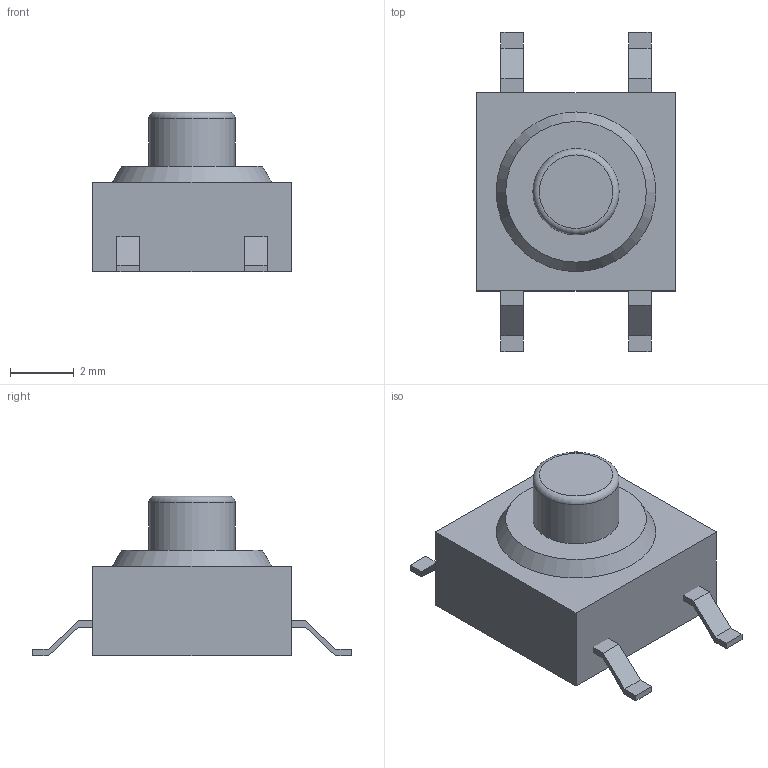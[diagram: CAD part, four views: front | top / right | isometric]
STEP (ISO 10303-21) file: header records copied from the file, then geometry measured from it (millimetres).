
FILE_DESCRIPTION(/* description */ ('STEP AP242','CAx-IF Rec.Pracs.---Representation and Presentation of Product Manufacturing Information (PMI)---4.0---2014-10-13','CAx-IF Rec.Pracs.---3D Tessellated Geometry---0.4---2014-09-14','2;1'),/* implementation_level */ '2;1');
FILE_NAME(/* name */ '6423c8fd726b952d77edb3cb',/* time_stamp */ '2023-03-29T05:13:33+00:00',/* author */ (''),/* organization */ (''),/* preprocessor_version */ 'ST-DEVELOPER v18.102',/* originating_system */ ' ',/* authorisation */ ' ');
FILE_SCHEMA (('AP242_MANAGED_MODEL_BASED_3D_ENGINEERING_MIM_LF { 1 0 10303 442 1 1 4 }'));
Length unit declared in the file: metre
Products named in the file (4): Part 4; Part 1; Part 2; Part 3
Bounding box: 6.2 x 10 x 5 mm (x, y, z)
Volume: 128.8 mm3; surface area: 214.2 mm2
Topology: 4 solids, 4 shells, 40 faces, 92 edges, 61 vertices
Faces by surface type: plane 37, cone 1, cylinder 1, torus 1
Full cylindrical faces by diameter (mm): 2.7 x1
Entity records: 1197 total; most frequent: CARTESIAN_POINT 194, DIRECTION 182, ORIENTED_EDGE 178, EDGE_CURVE 89, LINE 84, VECTOR 84, VERTEX_POINT 61, AXIS2_PLACEMENT_3D 49
